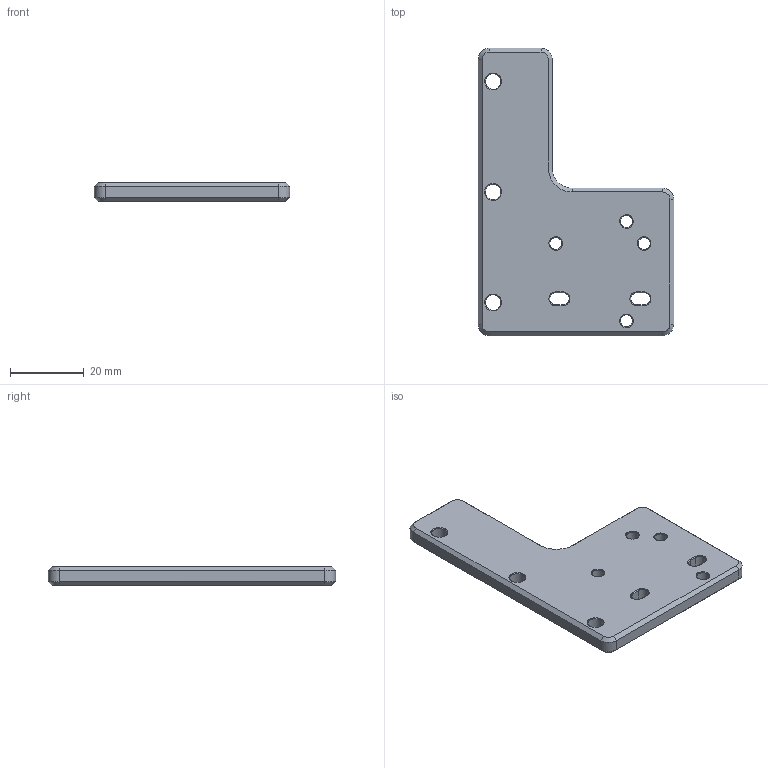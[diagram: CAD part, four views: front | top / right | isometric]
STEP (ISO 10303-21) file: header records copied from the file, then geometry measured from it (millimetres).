
FILE_DESCRIPTION( ('This file contains a STEP AP42 implementation' ,'as created by ZW3D STEP Interface translator.') ,'2;1' );
FILE_NAME( 'X-Carve PLH3D Holder.stp' ,'181029. 84154', (''), ('ZWCAD Software Co.'), 'Version 1.0', 'ZW3D to STEP translator', '' );
FILE_SCHEMA( ('CONFIG_CONTROL_DESIGN') );
Length unit declared in the file: millimetre
Products named in the file (1): 0
Bounding box: 53 x 78 x 5 mm (x, y, z)
Volume: 13594.4 mm3; surface area: 7033.1 mm2
Topology: 1 solids, 1 shells, 83 faces, 189 edges, 108 vertices
Faces by surface type: bspline 83
Entity records: 3232 total; most frequent: CARTESIAN_POINT 1996, ORIENTED_EDGE 378, EDGE_CURVE 189, B_SPLINE_CURVE_WITH_KNOTS 131, VERTEX_POINT 108, EDGE_LOOP 101, FACE_OUTER_BOUND 83, ADVANCED_FACE 83
